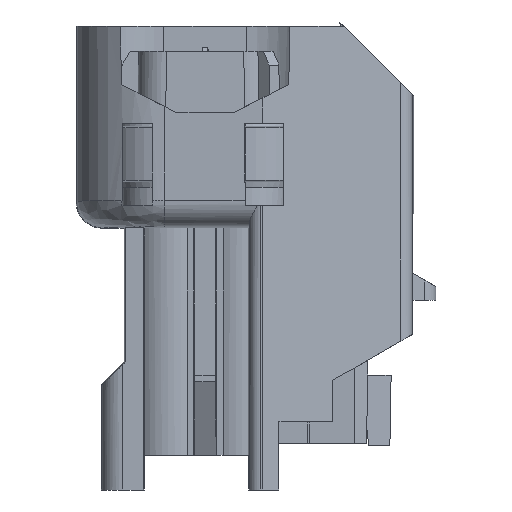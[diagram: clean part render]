
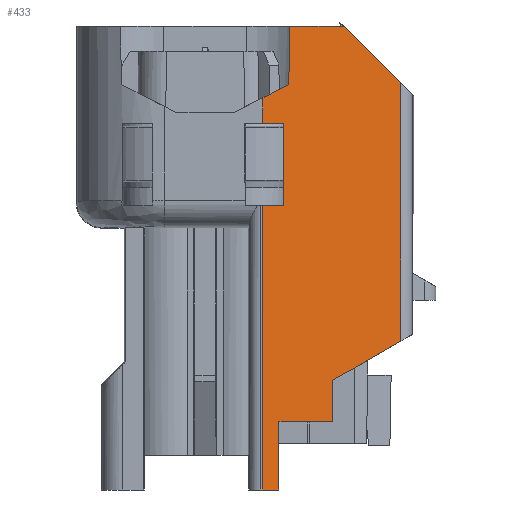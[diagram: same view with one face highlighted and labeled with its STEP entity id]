
A CAD part, front view. The second image highlights one B-rep face of the part: STEP entity #433.
In plain terms, the highlighted planar face has unit normal (0.174, -0.985, 0).
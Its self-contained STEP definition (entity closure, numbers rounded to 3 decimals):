
#433=ADVANCED_FACE('',(#1136),#816,.T.);
#816=PLANE('',#8218);
#1136=FACE_OUTER_BOUND('',#1524,.T.);
#1524=EDGE_LOOP('',(#2233,#2234,#2235,#2236,#2237,#2238,#2239,#2240,#2241,
#2242,#2243,#2244,#2245,#2246,#2247));
#2233=ORIENTED_EDGE('',*,*,#5264,.T.);
#2234=ORIENTED_EDGE('',*,*,#5265,.F.);
#2235=ORIENTED_EDGE('',*,*,#5266,.F.);
#2236=ORIENTED_EDGE('',*,*,#5267,.F.);
#2237=ORIENTED_EDGE('',*,*,#5268,.T.);
#2238=ORIENTED_EDGE('',*,*,#5269,.F.);
#2239=ORIENTED_EDGE('',*,*,#5270,.F.);
#2240=ORIENTED_EDGE('',*,*,#5271,.T.);
#2241=ORIENTED_EDGE('',*,*,#5272,.T.);
#2242=ORIENTED_EDGE('',*,*,#5273,.F.);
#2243=ORIENTED_EDGE('',*,*,#5274,.F.);
#2244=ORIENTED_EDGE('',*,*,#5275,.F.);
#2245=ORIENTED_EDGE('',*,*,#5276,.T.);
#2246=ORIENTED_EDGE('',*,*,#5259,.F.);
#2247=ORIENTED_EDGE('',*,*,#5084,.F.);
#4311=VERTEX_POINT('',#10952);
#4312=VERTEX_POINT('',#10954);
#4438=VERTEX_POINT('',#11310);
#4441=VERTEX_POINT('',#11329);
#4442=VERTEX_POINT('',#11331);
#4443=VERTEX_POINT('',#11333);
#4444=VERTEX_POINT('',#11335);
#4445=VERTEX_POINT('',#11337);
#4446=VERTEX_POINT('',#11339);
#4447=VERTEX_POINT('',#11341);
#4448=VERTEX_POINT('',#11343);
#4449=VERTEX_POINT('',#11345);
#4450=VERTEX_POINT('',#11347);
#4451=VERTEX_POINT('',#11349);
#4452=VERTEX_POINT('',#11351);
#5084=EDGE_CURVE('',#4311,#4312,#6264,.T.);
#5259=EDGE_CURVE('',#4312,#4438,#6422,.T.);
#5264=EDGE_CURVE('',#4311,#4441,#6425,.T.);
#5265=EDGE_CURVE('',#4442,#4441,#6426,.T.);
#5266=EDGE_CURVE('',#4443,#4442,#6427,.T.);
#5267=EDGE_CURVE('',#4444,#4443,#6428,.T.);
#5268=EDGE_CURVE('',#4444,#4445,#6429,.T.);
#5269=EDGE_CURVE('',#4446,#4445,#6430,.T.);
#5270=EDGE_CURVE('',#4447,#4446,#6431,.T.);
#5271=EDGE_CURVE('',#4447,#4448,#6432,.T.);
#5272=EDGE_CURVE('',#4448,#4449,#6433,.T.);
#5273=EDGE_CURVE('',#4450,#4449,#6434,.T.);
#5274=EDGE_CURVE('',#4451,#4450,#6435,.T.);
#5275=EDGE_CURVE('',#4452,#4451,#6436,.T.);
#5276=EDGE_CURVE('',#4452,#4438,#6437,.T.);
#6264=LINE('',#10953,#7244);
#6422=LINE('',#11309,#7402);
#6425=LINE('',#11328,#7405);
#6426=LINE('',#11330,#7406);
#6427=LINE('',#11332,#7407);
#6428=LINE('',#11334,#7408);
#6429=LINE('',#11336,#7409);
#6430=LINE('',#11338,#7410);
#6431=LINE('',#11340,#7411);
#6432=LINE('',#11342,#7412);
#6433=LINE('',#11344,#7413);
#6434=LINE('',#11346,#7414);
#6435=LINE('',#11348,#7415);
#6436=LINE('',#11350,#7416);
#6437=LINE('',#11352,#7417);
#7244=VECTOR('',#8802,1.);
#7402=VECTOR('',#9084,1.);
#7405=VECTOR('',#9093,1.);
#7406=VECTOR('',#9094,1.);
#7407=VECTOR('',#9095,1.);
#7408=VECTOR('',#9096,1.);
#7409=VECTOR('',#9097,1.);
#7410=VECTOR('',#9098,1.);
#7411=VECTOR('',#9099,1.);
#7412=VECTOR('',#9100,1.);
#7413=VECTOR('',#9101,1.);
#7414=VECTOR('',#9102,1.);
#7415=VECTOR('',#9103,1.);
#7416=VECTOR('',#9104,1.);
#7417=VECTOR('',#9105,1.);
#8218=AXIS2_PLACEMENT_3D('',#11353,#9106,#9107);
#8802=DIRECTION('',(-0.985,-0.174,0.));
#9084=DIRECTION('',(0.,0.,1.));
#9093=DIRECTION('',(0.,0.,1.));
#9094=DIRECTION('',(-0.985,-0.174,0.));
#9095=DIRECTION('',(0.,0.,-1.));
#9096=DIRECTION('',(-0.856,-0.151,-0.494));
#9097=DIRECTION('',(0.,0.,1.));
#9098=DIRECTION('',(0.702,0.124,-0.702));
#9099=DIRECTION('',(0.985,0.174,0.));
#9100=DIRECTION('',(-0.017,-0.003,-1.));
#9101=DIRECTION('',(-0.88,-0.155,-0.448));
#9102=DIRECTION('',(0.,0.,1.));
#9103=DIRECTION('',(-0.985,-0.174,0.));
#9104=DIRECTION('',(-0.009,-0.002,1.));
#9105=DIRECTION('',(-0.985,-0.174,0.));
#9106=DIRECTION('',(0.174,-0.985,0.));
#9107=DIRECTION('',(0.985,0.174,0.));
#10952=CARTESIAN_POINT('',(7.821,-9.687,-30.9));
#10953=CARTESIAN_POINT('',(6.669,-9.89,-30.9));
#10954=CARTESIAN_POINT('',(6.669,-9.89,-30.9));
#11309=CARTESIAN_POINT('',(6.669,-9.89,-12.05));
#11310=CARTESIAN_POINT('',(6.669,-9.89,-10.4));
#11328=CARTESIAN_POINT('',(7.821,-9.687,-10.7));
#11329=CARTESIAN_POINT('',(7.821,-9.687,-26.));
#11330=CARTESIAN_POINT('',(6.669,-9.89,-26.));
#11331=CARTESIAN_POINT('',(11.696,-9.003,-26.));
#11332=CARTESIAN_POINT('',(11.696,-9.003,2.5));
#11333=CARTESIAN_POINT('',(11.696,-9.003,-23.));
#11334=CARTESIAN_POINT('',(18.688,-7.77,-18.963));
#11335=CARTESIAN_POINT('',(16.588,-8.141,-20.176));
#11336=CARTESIAN_POINT('',(16.588,-8.141,2.5));
#11337=CARTESIAN_POINT('',(16.588,-8.141,-1.571));
#11338=CARTESIAN_POINT('',(9.548,-9.382,5.468));
#11339=CARTESIAN_POINT('',(12.517,-8.859,2.5));
#11340=CARTESIAN_POINT('',(6.669,-9.89,2.5));
#11341=CARTESIAN_POINT('',(8.6,-9.549,2.5));
#11342=CARTESIAN_POINT('',(8.6,-9.549,2.508));
#11343=CARTESIAN_POINT('',(8.527,-9.562,-1.7));
#11344=CARTESIAN_POINT('',(8.89,-9.498,-1.515));
#11345=CARTESIAN_POINT('',(6.669,-9.89,-2.646));
#11346=CARTESIAN_POINT('',(6.669,-9.89,-12.05));
#11347=CARTESIAN_POINT('',(6.669,-9.89,-4.503));
#11348=CARTESIAN_POINT('',(6.669,-9.89,-4.503));
#11349=CARTESIAN_POINT('',(8.131,-9.632,-4.503));
#11350=CARTESIAN_POINT('',(8.069,-9.643,2.513));
#11351=CARTESIAN_POINT('',(8.182,-9.623,-10.4));
#11352=CARTESIAN_POINT('',(-4.658,-11.887,-10.4));
#11353=CARTESIAN_POINT('',(6.669,-9.89,2.5));
